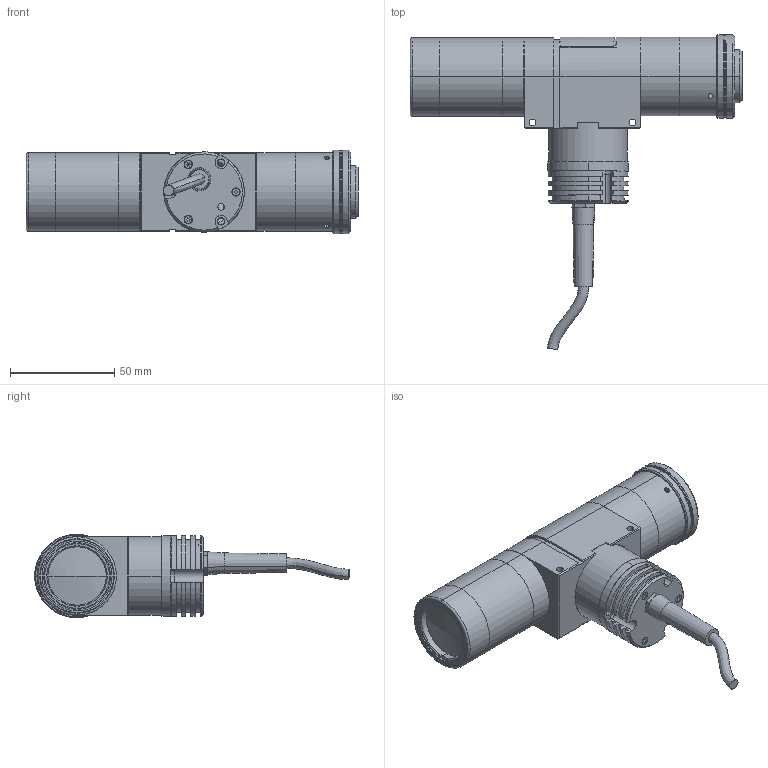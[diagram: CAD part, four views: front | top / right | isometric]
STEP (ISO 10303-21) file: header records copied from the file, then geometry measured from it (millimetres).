
FILE_DESCRIPTION (( 'STEP AP214' ), '1' );
FILE_NAME ('TCCX075.STEP', '2014-11-06T16:00:09', ( '' ), ( '' ), 'SwSTEP 2.0', 'SolidWorks 2013', '' );
FILE_SCHEMA (( 'AUTOMOTIVE_DESIGN' ));
Length unit declared in the file: millimetre
Products named in the file (1): TCCX075
Bounding box: 159.01 x 150.78 x 40 mm (x, y, z)
Surface area: 40185.2 mm2 (no closed solid volume)
Topology: 0 solids, 31 shells, 302 faces, 901 edges, 623 vertices
Faces by surface type: plane 148, cylinder 113, cone 27, torus 10, sphere 2, bspline 2
Entity records: 13938 total; most frequent: CARTESIAN_POINT 2324, DIRECTION 1830, ORIENTED_EDGE 1511, EDGE_CURVE 899, AXIS2_PLACEMENT_3D 669, VERTEX_POINT 623, VECTOR 492, LINE 492
